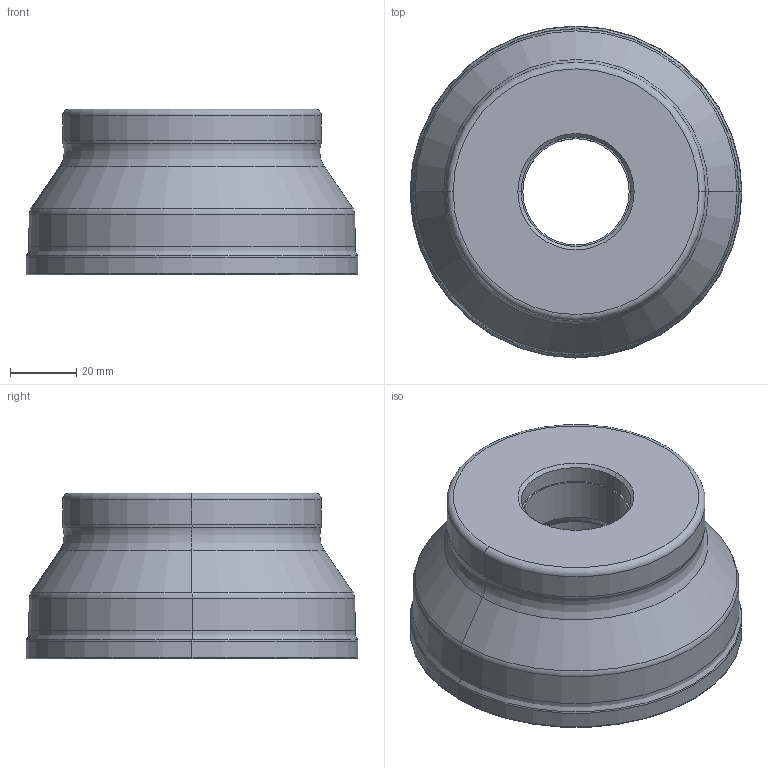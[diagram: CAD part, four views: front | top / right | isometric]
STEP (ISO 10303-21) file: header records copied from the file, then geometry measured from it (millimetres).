
FILE_DESCRIPTION(/* description */ (''),/* implementation_level */ '2;1');
FILE_NAME(/* name */ 'WWX200-100B08AR_MR0_4.stp',/* time_stamp */ '2022-11-11T15:11:05+09:00',/* author */ (''),/* organization */ (''),/* preprocessor_version */ 'ST-DEVELOPER v16',/* originating_system */ 'SIEMENS PLM Software NX 10.0',/* authorisation */ '');
FILE_SCHEMA (('AUTOMOTIVE_DESIGN { 1 0 10303 214 3 1 1 1 }'));
Length unit declared in the file: millimetre
Products named in the file (1): WWX200-100B08AR_MR0_4_ASM
Bounding box: 100 x 100 x 50 mm (x, y, z)
Volume: 258414.9 mm3; surface area: 39168.7 mm2
Topology: 2 solids, 2 shells, 106 faces, 287 edges, 220 vertices
Faces by surface type: torus 32, revolution 26, cone 18, cylinder 16, bspline 8, plane 6
Entity records: 4644 total; most frequent: CARTESIAN_POINT 1749, DIRECTION 635, ORIENTED_EDGE 524, AXIS2_PLACEMENT_3D 286, EDGE_CURVE 262, CIRCLE 205, VERTEX_POINT 162, EDGE_LOOP 112
